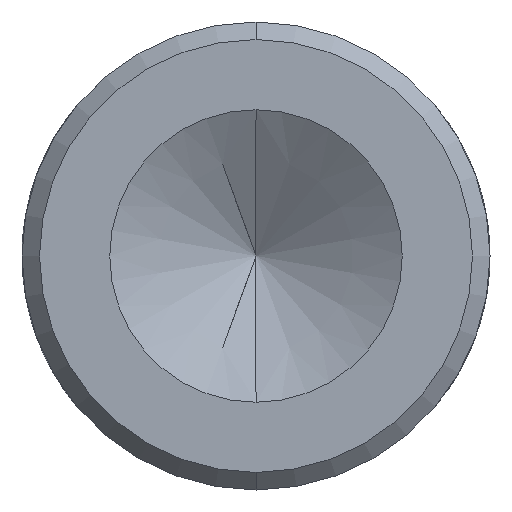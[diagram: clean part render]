
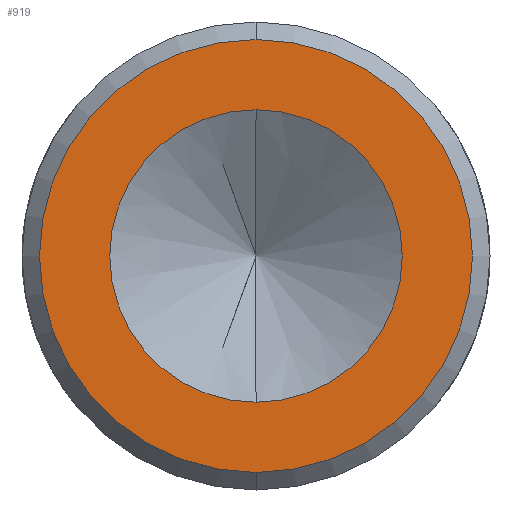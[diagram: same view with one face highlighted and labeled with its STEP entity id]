
A CAD part, front view. The second image highlights one B-rep face of the part: STEP entity #919.
In plain terms, the highlighted planar face has unit normal (0, -1, 0).
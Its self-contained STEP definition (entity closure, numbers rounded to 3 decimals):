
#60 = DIRECTION ( 'NONE',  ( 0., 0., -1. ) ) ;
#69 = CIRCLE ( 'NONE', #1244, 2.5 ) ;
#81 = CIRCLE ( 'NONE', #1202, 3.7 ) ;
#114 = DIRECTION ( 'NONE',  ( 0., 0., -1. ) ) ;
#149 = PLANE ( 'NONE',  #773 ) ;
#168 = EDGE_CURVE ( 'NONE', #550, #938, #1003, .T. ) ;
#187 = ORIENTED_EDGE ( 'NONE', *, *, #168, .T. ) ;
#205 = ORIENTED_EDGE ( 'NONE', *, *, #665, .T. ) ;
#233 = CARTESIAN_POINT ( 'NONE',  ( 0., 0., -3.7 ) ) ;
#242 = DIRECTION ( 'NONE',  ( 0., -1., 0. ) ) ;
#263 = DIRECTION ( 'NONE',  ( 0., -1., 0. ) ) ;
#303 = DIRECTION ( 'NONE',  ( 0., -1., 0. ) ) ;
#407 = DIRECTION ( 'NONE',  ( 0., 0., -1. ) ) ;
#420 = FACE_BOUND ( 'NONE', #713, .T. ) ;
#506 = FACE_OUTER_BOUND ( 'NONE', #936, .T. ) ;
#550 = VERTEX_POINT ( 'NONE', #233 ) ;
#601 = VERTEX_POINT ( 'NONE', #742 ) ;
#612 = CARTESIAN_POINT ( 'NONE',  ( 0., 0., 3.7 ) ) ;
#616 = CARTESIAN_POINT ( 'NONE',  ( 0., 0., 0. ) ) ;
#665 = EDGE_CURVE ( 'NONE', #938, #550, #81, .T. ) ;
#698 = CARTESIAN_POINT ( 'NONE',  ( 0., 0., 0. ) ) ;
#713 = EDGE_LOOP ( 'NONE', ( #1197, #833 ) ) ;
#742 = CARTESIAN_POINT ( 'NONE',  ( 0., 0., 2.5 ) ) ;
#762 = CIRCLE ( 'NONE', #865, 2.5 ) ;
#766 = AXIS2_PLACEMENT_3D ( 'NONE', #698, #303, #407 ) ;
#773 = AXIS2_PLACEMENT_3D ( 'NONE', #804, #242, #60 ) ;
#795 = VERTEX_POINT ( 'NONE', #929 ) ;
#799 = DIRECTION ( 'NONE',  ( 0., -1., 0. ) ) ;
#804 = CARTESIAN_POINT ( 'NONE',  ( 0., 0., 0. ) ) ;
#809 = DIRECTION ( 'NONE',  ( 0., 0., -1. ) ) ;
#833 = ORIENTED_EDGE ( 'NONE', *, *, #1129, .F. ) ;
#865 = AXIS2_PLACEMENT_3D ( 'NONE', #1005, #263, #114 ) ;
#919 = ADVANCED_FACE ( 'NONE', ( #506, #420 ), #149, .T. ) ;
#920 = DIRECTION ( 'NONE',  ( 0., 0., -1. ) ) ;
#929 = CARTESIAN_POINT ( 'NONE',  ( 0., 0., -2.5 ) ) ;
#931 = EDGE_CURVE ( 'NONE', #795, #601, #69, .T. ) ;
#936 = EDGE_LOOP ( 'NONE', ( #205, #187 ) ) ;
#938 = VERTEX_POINT ( 'NONE', #612 ) ;
#1003 = CIRCLE ( 'NONE', #766, 3.7 ) ;
#1005 = CARTESIAN_POINT ( 'NONE',  ( 0., 0., 0. ) ) ;
#1012 = CARTESIAN_POINT ( 'NONE',  ( 0., 0., 0. ) ) ;
#1129 = EDGE_CURVE ( 'NONE', #601, #795, #762, .T. ) ;
#1197 = ORIENTED_EDGE ( 'NONE', *, *, #931, .F. ) ;
#1202 = AXIS2_PLACEMENT_3D ( 'NONE', #616, #1224, #920 ) ;
#1224 = DIRECTION ( 'NONE',  ( 0., -1., 0. ) ) ;
#1244 = AXIS2_PLACEMENT_3D ( 'NONE', #1012, #799, #809 ) ;
